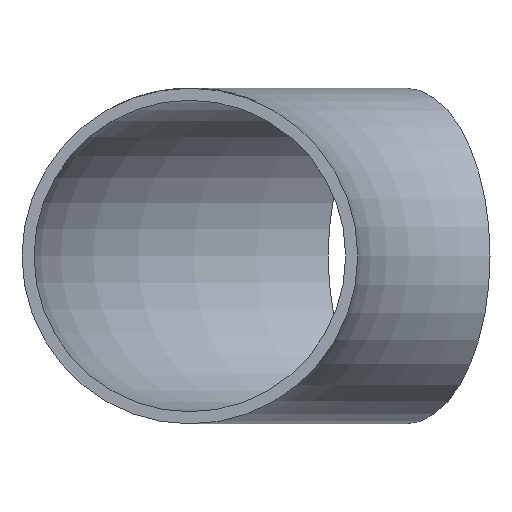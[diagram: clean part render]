
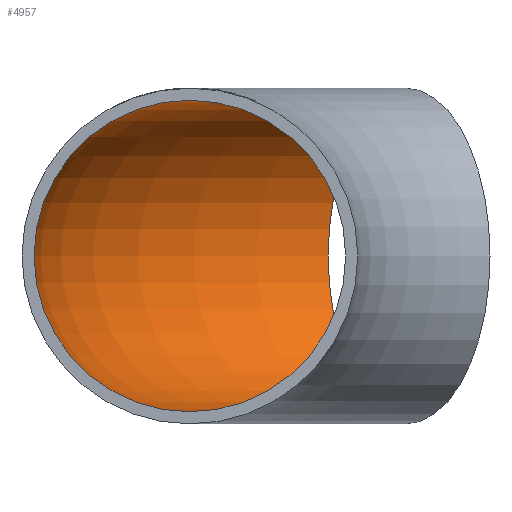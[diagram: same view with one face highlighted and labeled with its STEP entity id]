
A CAD part, front view. The second image highlights one B-rep face of the part: STEP entity #4957.
In plain terms, the highlighted toroidal (fillet/blend) face has major radius 114.5 mm and minor radius 41.25 mm.
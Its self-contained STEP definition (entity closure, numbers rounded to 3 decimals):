
#229 = DIRECTION ( 'NONE',  ( 0., 1., 0. ) ) ;
#1999 = CARTESIAN_POINT ( 'NONE',  ( -114.5, 0., 0. ) ) ;
#3004 = AXIS2_PLACEMENT_3D ( 'NONE', #1999, #229, #11024 ) ;
#4897 = AXIS2_PLACEMENT_3D ( 'NONE', #10752, #14992, #23879 ) ;
#4957 = ADVANCED_FACE ( 'NONE', ( #18632, #9292 ), #7334, .F. ) ;
#7334 = TOROIDAL_SURFACE ( 'NONE', #16650, 114.5, 41.25 ) ;
#7951 = EDGE_LOOP ( 'NONE', ( #8133 ) ) ;
#8133 = ORIENTED_EDGE ( 'NONE', *, *, #15361, .T. ) ;
#8501 = CARTESIAN_POINT ( 'NONE',  ( -114.5, 0., 41.25 ) ) ;
#9292 = FACE_OUTER_BOUND ( 'NONE', #20160, .T. ) ;
#10752 = CARTESIAN_POINT ( 'NONE',  ( -57.25, 99.16, 0. ) ) ;
#11024 = DIRECTION ( 'NONE',  ( 0., 0., 1. ) ) ;
#11538 = ORIENTED_EDGE ( 'NONE', *, *, #12185, .F. ) ;
#12185 = EDGE_CURVE ( 'NONE', #12717, #12717, #17897, .T. ) ;
#12717 = VERTEX_POINT ( 'NONE', #8501 ) ;
#14992 = DIRECTION ( 'NONE',  ( 0.866, 0.5, 0. ) ) ;
#15361 = EDGE_CURVE ( 'NONE', #26410, #26410, #23965, .T. ) ;
#16296 = CARTESIAN_POINT ( 'NONE',  ( 0., 0., 0. ) ) ;
#16650 = AXIS2_PLACEMENT_3D ( 'NONE', #16296, #26919, #25177 ) ;
#17529 = CARTESIAN_POINT ( 'NONE',  ( -77.875, 134.883, 0. ) ) ;
#17897 = CIRCLE ( 'NONE', #3004, 41.25 ) ;
#18632 = FACE_OUTER_BOUND ( 'NONE', #7951, .T. ) ;
#20160 = EDGE_LOOP ( 'NONE', ( #11538 ) ) ;
#23879 = DIRECTION ( 'NONE',  ( -0.5, 0.866, 0. ) ) ;
#23965 = CIRCLE ( 'NONE', #4897, 41.25 ) ;
#25177 = DIRECTION ( 'NONE',  ( -1., 0., 0. ) ) ;
#26410 = VERTEX_POINT ( 'NONE', #17529 ) ;
#26919 = DIRECTION ( 'NONE',  ( 0., 0., -1. ) ) ;
